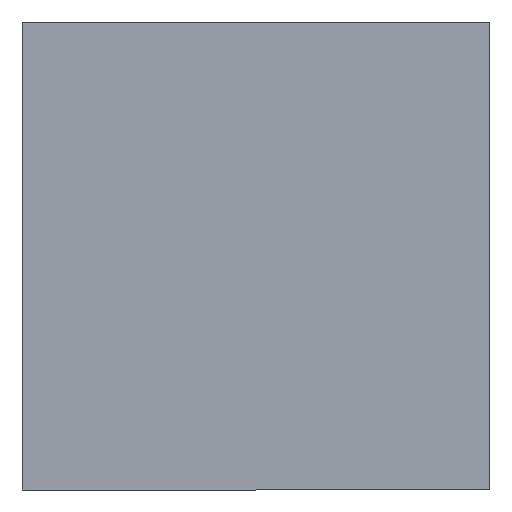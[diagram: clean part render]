
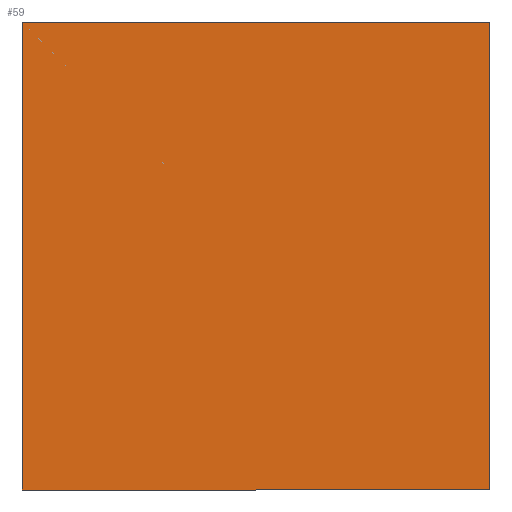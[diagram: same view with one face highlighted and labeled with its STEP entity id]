
A CAD part, left-side view. The second image highlights one B-rep face of the part: STEP entity #59.
In plain terms, the highlighted planar face has unit normal (-1, 0, 0).
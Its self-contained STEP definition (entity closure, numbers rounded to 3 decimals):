
#25 = EDGE_CURVE ( 'NONE', #344, #479, #109, .T. ) ;
#45 = CARTESIAN_POINT ( 'NONE',  ( -0.5, -0.001, 0.256 ) ) ;
#59 = ADVANCED_FACE ( 'NONE', ( #234 ), #160, .T. ) ;
#69 = DIRECTION ( 'NONE',  ( 0., 0., 1. ) ) ;
#80 = DIRECTION ( 'NONE',  ( 0., 1., 0. ) ) ;
#109 = LINE ( 'NONE', #149, #206 ) ;
#127 = CARTESIAN_POINT ( 'NONE',  ( -0.5, 0.511, 0.256 ) ) ;
#144 = DIRECTION ( 'NONE',  ( 0., 0., -1. ) ) ;
#149 = CARTESIAN_POINT ( 'NONE',  ( -0.5, -0.001, -0.256 ) ) ;
#151 = ORIENTED_EDGE ( 'NONE', *, *, #25, .T. ) ;
#158 = VECTOR ( 'NONE', #144, 1000. ) ;
#160 = PLANE ( 'NONE',  #172 ) ;
#170 = EDGE_LOOP ( 'NONE', ( #489, #254, #311, #151 ) ) ;
#172 = AXIS2_PLACEMENT_3D ( 'NONE', #326, #542, #69 ) ;
#195 = LINE ( 'NONE', #449, #467 ) ;
#206 = VECTOR ( 'NONE', #358, 1000. ) ;
#234 = FACE_OUTER_BOUND ( 'NONE', #170, .T. ) ;
#241 = CARTESIAN_POINT ( 'NONE',  ( -0.5, 0.511, 0.256 ) ) ;
#245 = EDGE_CURVE ( 'NONE', #387, #400, #403, .T. ) ;
#254 = ORIENTED_EDGE ( 'NONE', *, *, #245, .T. ) ;
#311 = ORIENTED_EDGE ( 'NONE', *, *, #532, .T. ) ;
#318 = VECTOR ( 'NONE', #80, 1000. ) ;
#326 = CARTESIAN_POINT ( 'NONE',  ( -0.5, 0.511, 0.256 ) ) ;
#336 = CARTESIAN_POINT ( 'NONE',  ( -0.5, 0.511, -0.256 ) ) ;
#344 = VERTEX_POINT ( 'NONE', #465 ) ;
#358 = DIRECTION ( 'NONE',  ( 0., 0., 1. ) ) ;
#387 = VERTEX_POINT ( 'NONE', #127 ) ;
#393 = CARTESIAN_POINT ( 'NONE',  ( -0.5, -0.001, 0.256 ) ) ;
#400 = VERTEX_POINT ( 'NONE', #336 ) ;
#403 = LINE ( 'NONE', #241, #158 ) ;
#421 = EDGE_CURVE ( 'NONE', #479, #387, #475, .T. ) ;
#449 = CARTESIAN_POINT ( 'NONE',  ( -0.5, 0.511, -0.256 ) ) ;
#465 = CARTESIAN_POINT ( 'NONE',  ( -0.5, -0.001, -0.256 ) ) ;
#467 = VECTOR ( 'NONE', #493, 1000. ) ;
#475 = LINE ( 'NONE', #393, #318 ) ;
#479 = VERTEX_POINT ( 'NONE', #45 ) ;
#489 = ORIENTED_EDGE ( 'NONE', *, *, #421, .T. ) ;
#493 = DIRECTION ( 'NONE',  ( 0., -1., 0. ) ) ;
#532 = EDGE_CURVE ( 'NONE', #400, #344, #195, .T. ) ;
#542 = DIRECTION ( 'NONE',  ( -1., 0., 0. ) ) ;
